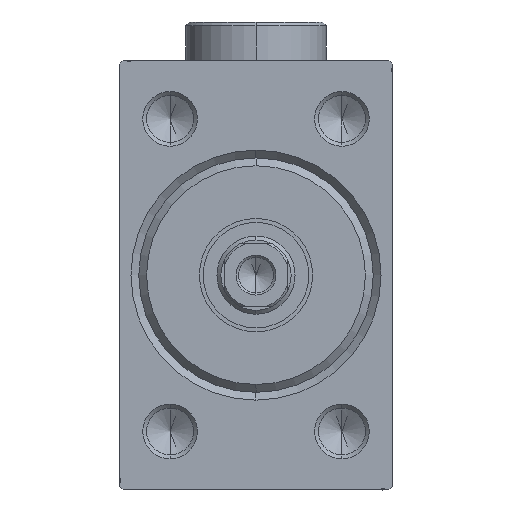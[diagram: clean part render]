
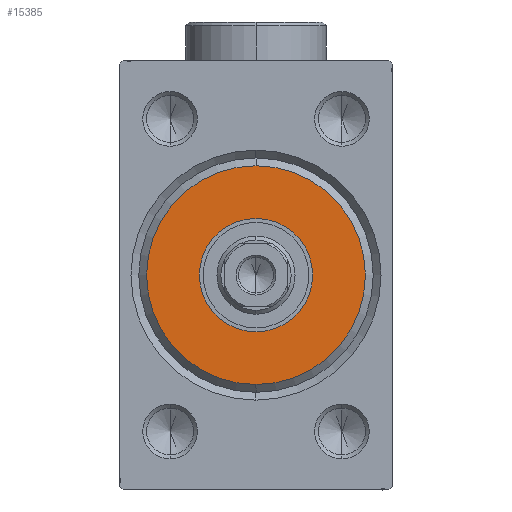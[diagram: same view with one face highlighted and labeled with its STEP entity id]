
A CAD part, left-side view. The second image highlights one B-rep face of the part: STEP entity #15385.
In plain terms, the highlighted face is planar.
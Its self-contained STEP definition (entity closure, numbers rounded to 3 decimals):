
#1342 = CARTESIAN_POINT ( 'NONE',  ( 3., 0., -14. ) ) ;
#1518 = CIRCLE ( 'NONE', #31687, 14. ) ;
#2565 = EDGE_LOOP ( 'NONE', ( #39580, #21019 ) ) ;
#4009 = DIRECTION ( 'NONE',  ( 0., 0., -1. ) ) ;
#4293 = ORIENTED_EDGE ( 'NONE', *, *, #40427, .F. ) ;
#4603 = CIRCLE ( 'NONE', #37715, 14. ) ;
#7087 = CARTESIAN_POINT ( 'NONE',  ( 3., 0., 0. ) ) ;
#7350 = CARTESIAN_POINT ( 'NONE',  ( 3., 0., 0. ) ) ;
#10689 = AXIS2_PLACEMENT_3D ( 'NONE', #7350, #35457, #32014 ) ;
#11423 = CARTESIAN_POINT ( 'NONE',  ( 3., 0., 7.25 ) ) ;
#15337 = DIRECTION ( 'NONE',  ( 1., 0., 0. ) ) ;
#15385 = ADVANCED_FACE ( 'NONE', ( #17802, #21706 ), #35765, .T. ) ;
#17456 = DIRECTION ( 'NONE',  ( 0., 0., -1. ) ) ;
#17565 = CARTESIAN_POINT ( 'NONE',  ( 3., 0., 0. ) ) ;
#17802 = FACE_OUTER_BOUND ( 'NONE', #2565, .T. ) ;
#18376 = DIRECTION ( 'NONE',  ( 1., 0., 0. ) ) ;
#18474 = AXIS2_PLACEMENT_3D ( 'NONE', #17565, #21014, #28405 ) ;
#19259 = DIRECTION ( 'NONE',  ( 0., 0., -1. ) ) ;
#19652 = CARTESIAN_POINT ( 'NONE',  ( 3., 0., 14. ) ) ;
#20820 = CARTESIAN_POINT ( 'NONE',  ( 3., 0., 0. ) ) ;
#21014 = DIRECTION ( 'NONE',  ( 1., 0., 0. ) ) ;
#21019 = ORIENTED_EDGE ( 'NONE', *, *, #30182, .T. ) ;
#21706 = FACE_BOUND ( 'NONE', #36636, .T. ) ;
#21800 = CARTESIAN_POINT ( 'NONE',  ( 3., 0., 0. ) ) ;
#22244 = VERTEX_POINT ( 'NONE', #19652 ) ;
#22437 = CIRCLE ( 'NONE', #10689, 7.25 ) ;
#23874 = EDGE_CURVE ( 'NONE', #22244, #26421, #1518, .T. ) ;
#24505 = DIRECTION ( 'NONE',  ( 1., 0., 0. ) ) ;
#26421 = VERTEX_POINT ( 'NONE', #1342 ) ;
#27648 = AXIS2_PLACEMENT_3D ( 'NONE', #7087, #18376, #17456 ) ;
#28405 = DIRECTION ( 'NONE',  ( 0., 0., -1. ) ) ;
#28782 = VERTEX_POINT ( 'NONE', #45041 ) ;
#30182 = EDGE_CURVE ( 'NONE', #26421, #22244, #4603, .T. ) ;
#31687 = AXIS2_PLACEMENT_3D ( 'NONE', #21800, #15337, #19259 ) ;
#32014 = DIRECTION ( 'NONE',  ( 0., 0., -1. ) ) ;
#32075 = CIRCLE ( 'NONE', #27648, 7.25 ) ;
#35457 = DIRECTION ( 'NONE',  ( 1., 0., 0. ) ) ;
#35765 = PLANE ( 'NONE',  #18474 ) ;
#36636 = EDGE_LOOP ( 'NONE', ( #42357, #4293 ) ) ;
#37715 = AXIS2_PLACEMENT_3D ( 'NONE', #20820, #24505, #4009 ) ;
#39505 = VERTEX_POINT ( 'NONE', #11423 ) ;
#39580 = ORIENTED_EDGE ( 'NONE', *, *, #23874, .T. ) ;
#40427 = EDGE_CURVE ( 'NONE', #39505, #28782, #22437, .T. ) ;
#42118 = EDGE_CURVE ( 'NONE', #28782, #39505, #32075, .T. ) ;
#42357 = ORIENTED_EDGE ( 'NONE', *, *, #42118, .F. ) ;
#45041 = CARTESIAN_POINT ( 'NONE',  ( 3., 0., -7.25 ) ) ;
